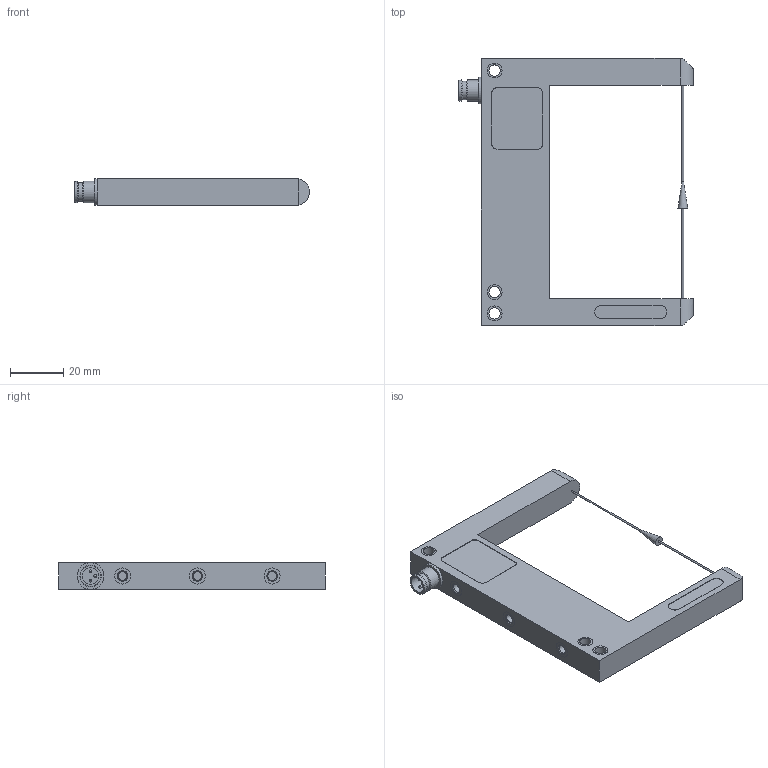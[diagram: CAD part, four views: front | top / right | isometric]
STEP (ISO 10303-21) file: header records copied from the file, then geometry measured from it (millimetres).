
FILE_DESCRIPTION(/* description */ ('STEP AP214'),/* implementation_level */ '2;1');
FILE_NAME(/* name */ '553565_SOOF-P-FL-ST-C80-P',/* time_stamp */ '2024-09-15T10:26:31+02:00',/* author */ ('License CC BY-ND 4.0'),/* organization */ ('CADENAS'),/* preprocessor_version */ 'ST-DEVELOPER v19.3',/* originating_system */ 'PARTsolutions',/* authorisation */ ' ');
FILE_SCHEMA (('AUTOMOTIVE_DESIGN {1 0 10303 214 3 1 1}'));
Length unit declared in the file: millimetre
Products named in the file (3): 553565 SOOF-P-FL-ST-C80-P---(0); 553565 SOOF-P-FL-ST-C80-P_P; Light-Beam-2-80-0.6
Assembly tree (2 placements, depth 2):
  553565 SOOF-P-FL-ST-C80-P---(0)
    553565 SOOF-P-FL-ST-C80-P_P
    Light-Beam-2-80-0.6
Bounding box: 88 x 100 x 10 mm (x, y, z)
Volume: 35481.8 mm3; surface area: 12943.7 mm2
Topology: 2 solids, 2 shells, 94 faces, 199 edges, 128 vertices
Faces by surface type: plane 45, cylinder 39, cone 7, sphere 3
Full cylindrical faces by diameter (mm): 0.6 x2, 1 x3, 3.242 x3, 4.2 x3, 5.6 x6, 6 x3, 6.2 x1, 7 x1, 8 x2, 10 x1
Entity records: 2416 total; most frequent: DIRECTION 442, CARTESIAN_POINT 381, ORIENTED_EDGE 320, AXIS2_PLACEMENT_3D 185, EDGE_CURVE 160, EDGE_LOOP 154, FACE_BOUND 154, VERTEX_POINT 124
